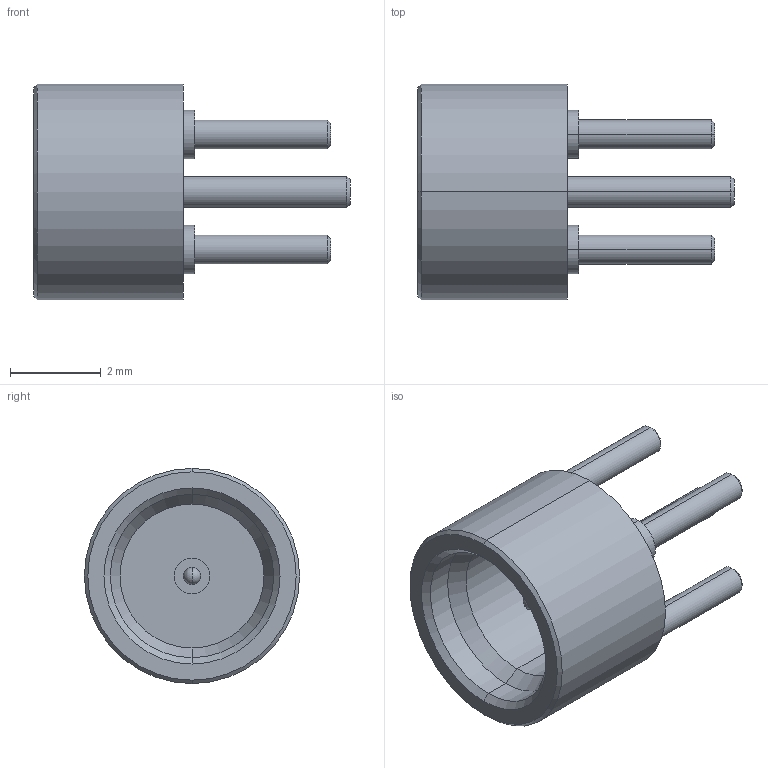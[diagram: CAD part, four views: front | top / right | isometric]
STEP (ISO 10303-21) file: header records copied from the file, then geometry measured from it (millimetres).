
FILE_DESCRIPTION (( 'STEP AP203' ), '1' );
FILE_NAME ('SC5359.step', '2019-07-10T17:38:20', ( '' ), ( '' ), 'SwSTEP 2.0', 'SolidWorks 2018', '' );
FILE_SCHEMA (( 'CONFIG_CONTROL_DESIGN' ));
Length unit declared in the file: inch
Products named in the file (1): SC5359
Bounding box: 6.99 x 4.75 x 4.75 mm (x, y, z)
Volume: 41.4 mm3; surface area: 148 mm2
Topology: 1 solids, 1 shells, 65 faces, 132 edges, 81 vertices
Faces by surface type: cylinder 32, cone 16, plane 15, sphere 2
Entity records: 1769 total; most frequent: DIRECTION 340, CARTESIAN_POINT 273, ORIENTED_EDGE 256, AXIS2_PLACEMENT_3D 146, EDGE_CURVE 128, CIRCLE 80, EDGE_LOOP 79, VERTEX_POINT 79
